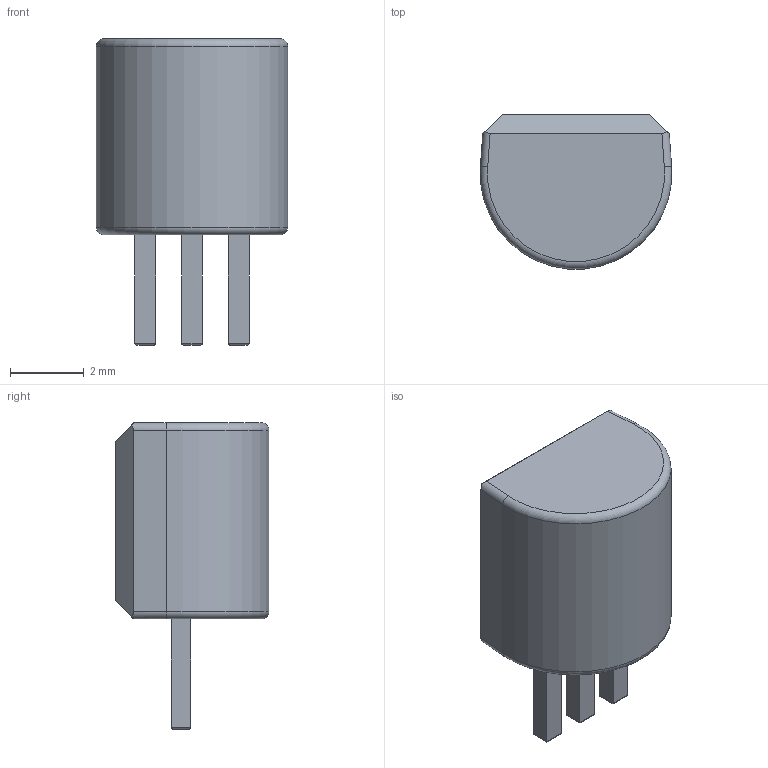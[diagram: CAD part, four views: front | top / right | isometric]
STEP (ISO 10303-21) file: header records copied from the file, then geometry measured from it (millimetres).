
FILE_DESCRIPTION(/* description */ (''),/* implementation_level */ '2;1');
FILE_NAME(/* name */ 'TO-92.step',/* time_stamp */ '2023-10-22T19:21:23+02:00',/* author */ (''),/* organization */ (''),/* preprocessor_version */ 'ST-DEVELOPER v20',/* originating_system */ 'Autodesk Translation Framework v12.14.0.127',/* authorisation */ '');
FILE_SCHEMA (('AUTOMOTIVE_DESIGN { 1 0 10303 214 3 1 1 }'));
Length unit declared in the file: millimetre
Products named in the file (3): TO-92; Body; Leads
Assembly tree (2 placements, depth 2):
  TO-92
    Body
    Leads
Bounding box: 5.2 x 4.18 x 8.33 mm (x, y, z)
Volume: 100.1 mm3; surface area: 137.8 mm2
Topology: 4 solids, 4 shells, 46 faces, 98 edges, 60 vertices
Faces by surface type: plane 27, cylinder 17, torus 2
Entity records: 1319 total; most frequent: DIRECTION 228, CARTESIAN_POINT 209, ORIENTED_EDGE 196, EDGE_CURVE 98, AXIS2_PLACEMENT_3D 79, LINE 70, VECTOR 70, VERTEX_POINT 60
